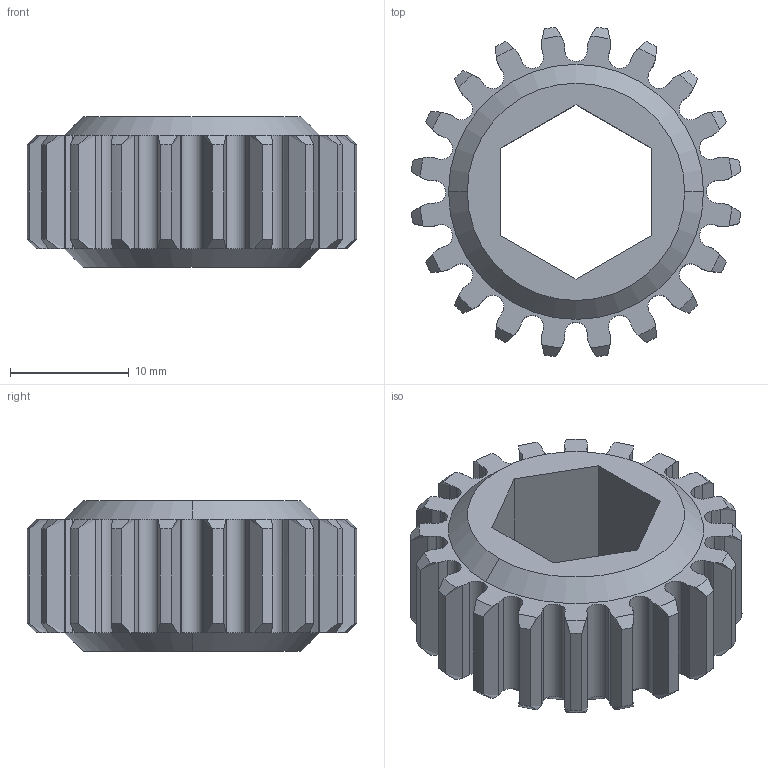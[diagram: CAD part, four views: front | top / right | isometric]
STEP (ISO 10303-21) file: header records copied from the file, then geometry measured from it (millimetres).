
FILE_DESCRIPTION (( 'STEP AP203' ), '1' );
FILE_NAME ('REV-21-1921.STEP', '2022-03-31T16:32:32', ( '' ), ( '' ), 'SwSTEP 2.0', 'SolidWorks 2022', '' );
FILE_SCHEMA (( 'CONFIG_CONTROL_DESIGN' ));
Length unit declared in the file: millimetre
Products named in the file (1): REV-21-1921
Bounding box: 27.73 x 27.73 x 12.7 mm (x, y, z)
Volume: 3831.4 mm3; surface area: 2860.7 mm2
Topology: 1 solids, 1 shells, 226 faces, 669 edges, 446 vertices
Faces by surface type: bspline 80, plane 53, cylinder 49, cone 44
Entity records: 9766 total; most frequent: CARTESIAN_POINT 4250, ORIENTED_EDGE 1338, DIRECTION 849, EDGE_CURVE 669, VERTEX_POINT 446, AXIS2_PLACEMENT_3D 295, B_SPLINE_CURVE_WITH_KNOTS 262, VECTOR 259
